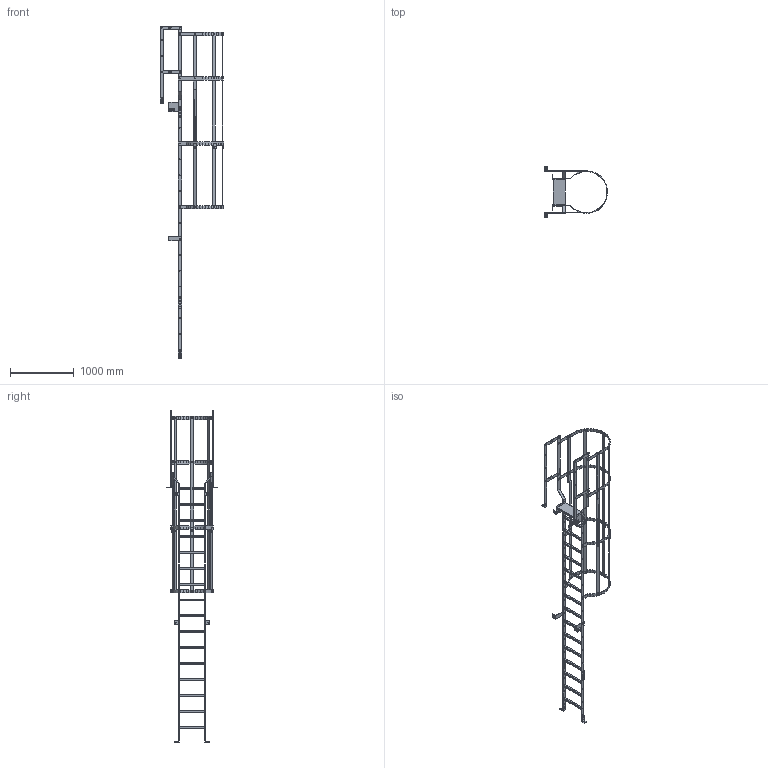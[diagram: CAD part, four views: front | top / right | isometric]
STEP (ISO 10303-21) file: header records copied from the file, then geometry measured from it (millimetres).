
FILE_DESCRIPTION(('Open CASCADE Model'),'2;1');
FILE_NAME('Open CASCADE Shape Model','2021-10-14T10:44:20',('Author'),( 'Open CASCADE'),'Open CASCADE STEP processor 7.3','Open CASCADE 7.3' ,'Unknown');
FILE_SCHEMA(('AUTOMOTIVE_DESIGN { 1 0 10303 214 1 1 1 1 }'));
Length unit declared in the file: millimetre
Products named in the file (1419): product-52f7d6f0-0f7a-4b22-86b6-8272812093d4-body 1; product-52f7d6f0-0f7a-4b22-86b6-8272812093d4-body 1.1; product-52f7d6f0-0f7a-4b22-86b6-8272812093d4-body 1.1.1; product-52f7d6f0-0f7a-4b22-86b6-8272812093d4-body 1.1.1.1; product-7b025605-3f83-47b4-ae1c-b6cd70fb9e15-body 2; product-7b025605-3f83-47b4-ae1c-b6cd70fb9e15-body 2.1; product-7b025605-3f83-47b4-ae1c-b6cd70fb9e15-body 2.1.1; product-7b025605-3f83-47b4-ae1c-b6cd70fb9e15-body 2.1.1.1; product-f5791809-3966-470d-a8e0-7ede0ff21947-body 3; product-f5791809-3966-470d-a8e0-7ede0ff21947-body 3.1; product-f5791809-3966-470d-a8e0-7ede0ff21947-body 3.1.1; product-f5791809-3966-470d-a8e0-7ede0ff21947-body 3.1.1.1; product-aedbe409-9d50-4f3a-8c5d-c052fb248a1b-body 4; product-aedbe409-9d50-4f3a-8c5d-c052fb248a1b-body 4.1; product-aedbe409-9d50-4f3a-8c5d-c052fb248a1b-body 4.1.1; product-aedbe409-9d50-4f3a-8c5d-c052fb248a1b-body 4.1.1.1; product-0c66484f-9911-4179-aae2-0429bd026652-body 5; product-0c66484f-9911-4179-aae2-0429bd026652-body 5.1; product-0c66484f-9911-4179-aae2-0429bd026652-body 5.1.1; product-0c66484f-9911-4179-aae2-0429bd026652-body 5.1.1.1; product-dc1fc815-b7ef-4533-a5c3-8aa826ce5a62-body 6; product-9b6dbe68-7eb0-459e-b636-8d963828c304-body 7; product-9b6dbe68-7eb0-459e-b636-8d963828c304-body 7.1; product-9b6dbe68-7eb0-459e-b636-8d963828c304-body 7.1.1; product-f679aa57-daee-42d9-b994-809fc8775bea-body 8; product-f679aa57-daee-42d9-b994-809fc8775bea-body 8.1; product-f679aa57-daee-42d9-b994-809fc8775bea-body 8.1.1; product-b36a6570-055b-4ece-9d5e-285bc1f8058a-body 9; product-b36a6570-055b-4ece-9d5e-285bc1f8058a-body 9.1; product-b36a6570-055b-4ece-9d5e-285bc1f8058a-body 9.1.1; product-e3911589-7b0a-4b2f-9c92-57aa5d21d307-body 10; product-95d80d70-c7f9-465b-a3e1-2721edc714d8-body 11; product-95d80d70-c7f9-465b-a3e1-2721edc714d8-body 11.1; product-95d80d70-c7f9-465b-a3e1-2721edc714d8-body 11.1.1; product-95d80d70-c7f9-465b-a3e1-2721edc714d8-body 11.1.2; product-95d80d70-c7f9-465b-a3e1-2721edc714d8-body 11.1.3; product-95d80d70-c7f9-465b-a3e1-2721edc714d8-body 11.1.4; product-95d80d70-c7f9-465b-a3e1-2721edc714d8-body 11.1.5; product-95d80d70-c7f9-465b-a3e1-2721edc714d8-body 11.1.6; product-95d80d70-c7f9-465b-a3e1-2721edc714d8-body 11.1.7 ...
Assembly tree (1372 placements, depth 4):
  product-52f7d6f0-0f7a-4b22-86b6-8272812093d4-body 1
    product-52f7d6f0-0f7a-4b22-86b6-8272812093d4-body 1.1
      product-52f7d6f0-0f7a-4b22-86b6-8272812093d4-body 1.1.1
        product-52f7d6f0-0f7a-4b22-86b6-8272812093d4-body 1.1.1.1
  product-7b025605-3f83-47b4-ae1c-b6cd70fb9e15-body 2
    product-7b025605-3f83-47b4-ae1c-b6cd70fb9e15-body 2.1
      product-7b025605-3f83-47b4-ae1c-b6cd70fb9e15-body 2.1.1
        product-7b025605-3f83-47b4-ae1c-b6cd70fb9e15-body 2.1.1.1
  product-f5791809-3966-470d-a8e0-7ede0ff21947-body 3
    product-f5791809-3966-470d-a8e0-7ede0ff21947-body 3.1
      product-f5791809-3966-470d-a8e0-7ede0ff21947-body 3.1.1
        product-f5791809-3966-470d-a8e0-7ede0ff21947-body 3.1.1.1
  product-aedbe409-9d50-4f3a-8c5d-c052fb248a1b-body 4
    product-aedbe409-9d50-4f3a-8c5d-c052fb248a1b-body 4.1
      product-aedbe409-9d50-4f3a-8c5d-c052fb248a1b-body 4.1.1
        product-aedbe409-9d50-4f3a-8c5d-c052fb248a1b-body 4.1.1.1
  product-0c66484f-9911-4179-aae2-0429bd026652-body 5
    product-0c66484f-9911-4179-aae2-0429bd026652-body 5.1
      product-0c66484f-9911-4179-aae2-0429bd026652-body 5.1.1
        product-0c66484f-9911-4179-aae2-0429bd026652-body 5.1.1.1
Bounding box: 998 x 796 x 5225 mm (x, y, z)
Volume: 6044648.5 mm3; surface area: 5662998.7 mm2
Topology: 35 solids, 1317 shells, 1652 faces, 8364 edges, 8064 vertices
Faces by surface type: plane 1542, cylinder 110
Full cylindrical faces by diameter (mm): 14 x74, 15 x6
Entity records: 173020 total; most frequent: CARTESIAN_POINT 29771, DIRECTION 23358, LINE 16748, VECTOR 16748, ORIENTED_EDGE 9264, PCURVE 9264, DEFINITIONAL_REPRESENTATION 9264, EDGE_CURVE 8364
